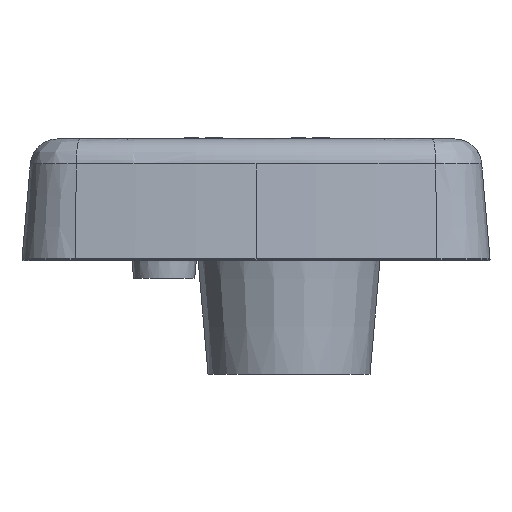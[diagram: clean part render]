
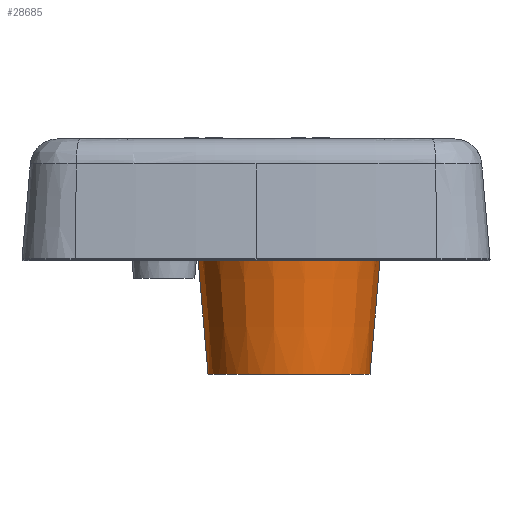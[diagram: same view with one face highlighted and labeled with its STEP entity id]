
A CAD part, front view. The second image highlights one B-rep face of the part: STEP entity #28685.
In plain terms, the highlighted conical face has half-angle 5 degrees and reference radius 11.597 mm.
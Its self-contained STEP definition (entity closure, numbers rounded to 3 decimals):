
#28671=AXIS2_PLACEMENT_3D('Cone Axis2P3D',#28668,#28669,#28670) ;
#28675=AXIS2_PLACEMENT_3D('Circle Axis2P3D',#28673,#28674,$) ;
#319=CARTESIAN_POINT('Vertex',(21.537,39.623,17.7)) ;
#325=CARTESIAN_POINT('Control Point',(33.134,28.026,17.7)) ;
#326=CARTESIAN_POINT('Control Point',(31.966,28.026,17.7)) ;
#327=CARTESIAN_POINT('Control Point',(30.799,28.173,17.7)) ;
#328=CARTESIAN_POINT('Control Point',(29.655,28.467,17.7)) ;
#329=CARTESIAN_POINT('Control Point',(27.468,29.336,17.7)) ;
#330=CARTESIAN_POINT('Control Point',(25.564,30.721,17.7)) ;
#331=CARTESIAN_POINT('Control Point',(24.704,31.53,17.7)) ;
#332=CARTESIAN_POINT('Control Point',(23.208,33.347,17.7)) ;
#333=CARTESIAN_POINT('Control Point',(22.208,35.478,17.7)) ;
#334=CARTESIAN_POINT('Control Point',(21.846,36.602,17.7)) ;
#335=CARTESIAN_POINT('Control Point',(21.603,37.897,17.7)) ;
#336=CARTESIAN_POINT('Control Point',(21.544,39.203,17.7)) ;
#337=CARTESIAN_POINT('Control Point',(21.539,39.343,17.7)) ;
#338=CARTESIAN_POINT('Control Point',(21.537,39.483,17.7)) ;
#339=CARTESIAN_POINT('Control Point',(21.537,39.623,17.7)) ;
#340=CARTESIAN_POINT('Vertex',(33.134,28.026,17.7)) ;
#344=CARTESIAN_POINT('Control Point',(44.731,39.623,17.7)) ;
#345=CARTESIAN_POINT('Control Point',(44.731,38.595,17.7)) ;
#346=CARTESIAN_POINT('Control Point',(44.617,37.567,17.7)) ;
#347=CARTESIAN_POINT('Control Point',(44.389,36.556,17.7)) ;
#348=CARTESIAN_POINT('Control Point',(43.668,34.468,17.7)) ;
#349=CARTESIAN_POINT('Control Point',(42.476,32.603,17.7)) ;
#350=CARTESIAN_POINT('Control Point',(41.72,31.696,17.7)) ;
#351=CARTESIAN_POINT('Control Point',(39.997,30.093,17.7)) ;
#352=CARTESIAN_POINT('Control Point',(37.93,28.966,17.7)) ;
#353=CARTESIAN_POINT('Control Point',(36.83,28.537,17.7)) ;
#354=CARTESIAN_POINT('Control Point',(35.415,28.182,17.7)) ;
#355=CARTESIAN_POINT('Control Point',(33.973,28.051,17.7)) ;
#356=CARTESIAN_POINT('Control Point',(33.693,28.034,17.7)) ;
#357=CARTESIAN_POINT('Control Point',(33.414,28.026,17.7)) ;
#358=CARTESIAN_POINT('Control Point',(33.134,28.026,17.7)) ;
#359=CARTESIAN_POINT('Vertex',(44.731,39.623,17.7)) ;
#28641=CARTESIAN_POINT('Line Origine',(22.312,39.623,8.85)) ;
#28645=CARTESIAN_POINT('Vertex',(23.086,39.623,0.)) ;
#28648=CARTESIAN_POINT('Line Origine',(43.957,39.623,8.85)) ;
#28652=CARTESIAN_POINT('Vertex',(43.183,39.623,0.)) ;
#28668=CARTESIAN_POINT('Axis2P3D Location',(33.134,39.623,17.7)) ;
#28673=CARTESIAN_POINT('Axis2P3D Location',(33.134,39.623,0.)) ;
#28642=DIRECTION('Vector Direction',(-0.087,0.,0.996)) ;
#28649=DIRECTION('Vector Direction',(0.087,0.,0.996)) ;
#28669=DIRECTION('Axis2P3D Direction',(0.,-0.,1.)) ;
#28670=DIRECTION('Axis2P3D XDirection',(-1.,0.,0.)) ;
#28674=DIRECTION('Axis2P3D Direction',(0.,-0.,1.)) ;
#28643=VECTOR('Line Direction',#28642,1.) ;
#28650=VECTOR('Line Direction',#28649,1.) ;
#28679=ORIENTED_EDGE('',*,*,#28654,.F.) ;
#28680=ORIENTED_EDGE('',*,*,#361,.T.) ;
#28681=ORIENTED_EDGE('',*,*,#342,.T.) ;
#28682=ORIENTED_EDGE('',*,*,#28647,.T.) ;
#28683=ORIENTED_EDGE('',*,*,#28677,.F.) ;
#28685=ADVANCED_FACE('CABTITE EP 24/13 GY',(#28684),#28672,.T.) ;
#324=B_SPLINE_CURVE_WITH_KNOTS('',5,(#325,#326,#327,#328,#329,#330,#331,#332,#333,#334,#335,#336,#337,#338,#339),.UNSPECIFIED.,.F.,.U.,(6,3,3,3,6),(0.,8.258,16.515,24.773,25.762),.UNSPECIFIED.) ;
#343=B_SPLINE_CURVE_WITH_KNOTS('',5,(#344,#345,#346,#347,#348,#349,#350,#351,#352,#353,#354,#355,#356,#357,#358),.UNSPECIFIED.,.F.,.U.,(6,3,3,3,6),(25.762,33.031,41.288,49.546,51.523),.UNSPECIFIED.) ;
#28676=CIRCLE('generated circle',#28675,10.048) ;
#28672=CONICAL_SURFACE('Cone',#28671,11.597,0.087) ;
#342=EDGE_CURVE('',#341,#320,#324,.T.) ;
#361=EDGE_CURVE('',#360,#341,#343,.T.) ;
#28647=EDGE_CURVE('',#320,#28646,#28644,.F.) ;
#28654=EDGE_CURVE('',#360,#28653,#28651,.F.) ;
#28677=EDGE_CURVE('',#28653,#28646,#28676,.F.) ;
#28678=EDGE_LOOP('',(#28679,#28680,#28681,#28682,#28683)) ;
#28684=FACE_OUTER_BOUND('',#28678,.T.) ;
#28644=LINE('Line',#28641,#28643) ;
#28651=LINE('Line',#28648,#28650) ;
#320=VERTEX_POINT('',#319) ;
#341=VERTEX_POINT('',#340) ;
#360=VERTEX_POINT('',#359) ;
#28646=VERTEX_POINT('',#28645) ;
#28653=VERTEX_POINT('',#28652) ;
